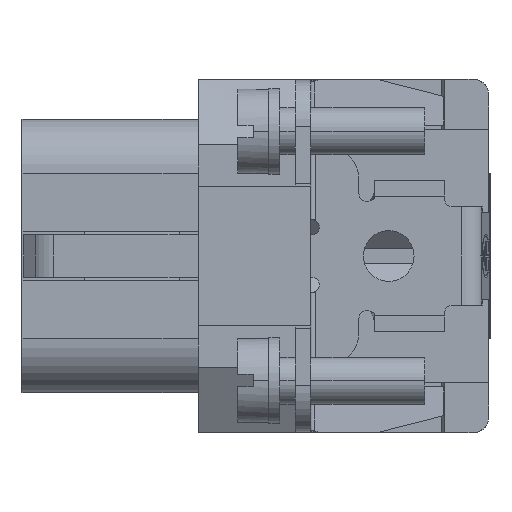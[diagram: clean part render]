
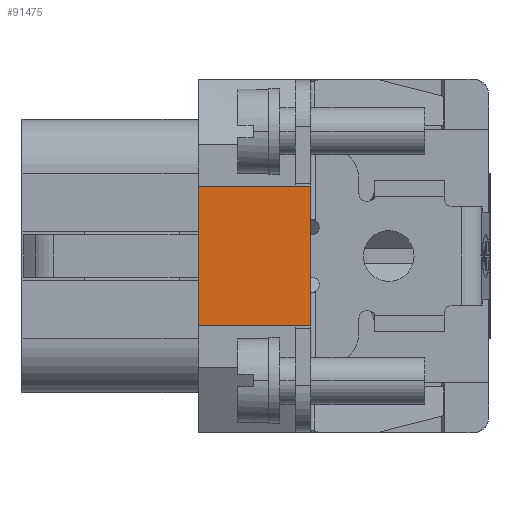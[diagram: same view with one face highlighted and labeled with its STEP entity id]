
A CAD part, left-side view. The second image highlights one B-rep face of the part: STEP entity #91475.
In plain terms, the highlighted planar face has unit normal (-1, 0, 0).
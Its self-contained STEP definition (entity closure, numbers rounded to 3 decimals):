
#4656=DIRECTION('',(0.,0.,1.));
#4657=VECTOR('',#4656,8.94);
#4658=CARTESIAN_POINT('',(-36.,0.,-4.47));
#4659=LINE('',#4658,#4657);
#4660=DIRECTION('',(0.,-1.,0.));
#4661=VECTOR('',#4660,7.24);
#4662=CARTESIAN_POINT('',(-36.,0.,4.47));
#4663=LINE('',#4662,#4661);
#4664=DIRECTION('',(0.,0.,-1.));
#4665=VECTOR('',#4664,8.94);
#4666=CARTESIAN_POINT('',(-36.,-7.24,4.47));
#4667=LINE('',#4666,#4665);
#4672=DIRECTION('',(0.,-1.,0.));
#4673=VECTOR('',#4672,7.24);
#4674=CARTESIAN_POINT('',(-36.,0.,-4.47));
#4675=LINE('',#4674,#4673);
#68509=CARTESIAN_POINT('',(-36.,0.,4.47));
#68511=VERTEX_POINT('',#68509);
#68513=CARTESIAN_POINT('',(-36.,0.,-4.47));
#68514=VERTEX_POINT('',#68513);
#69225=CARTESIAN_POINT('',(-36.,-7.24,4.47));
#69226=VERTEX_POINT('',#69225);
#69290=CARTESIAN_POINT('',(-36.,-7.24,-4.47));
#69291=VERTEX_POINT('',#69290);
#91463=CARTESIAN_POINT('',(-36.,-3.62,0.));
#91464=DIRECTION('',(1.,0.,0.));
#91465=DIRECTION('',(0.,0.,1.));
#91466=AXIS2_PLACEMENT_3D('',#91463,#91464,#91465);
#91467=PLANE('',#91466);
#91468=ORIENTED_EDGE('',*,*,#89578,.T.);
#91469=ORIENTED_EDGE('',*,*,#91057,.T.);
#91470=ORIENTED_EDGE('',*,*,#91410,.T.);
#91472=ORIENTED_EDGE('',*,*,#91471,.F.);
#91473=EDGE_LOOP('',(#91468,#91469,#91470,#91472));
#91474=FACE_OUTER_BOUND('',#91473,.F.);
#89578=EDGE_CURVE('',#68514,#68511,#4659,.T.);
#91057=EDGE_CURVE('',#68511,#69226,#4663,.T.);
#91410=EDGE_CURVE('',#69226,#69291,#4667,.T.);
#91471=EDGE_CURVE('',#68514,#69291,#4675,.T.);
#91475=ADVANCED_FACE('',(#91474),#91467,.F.);
